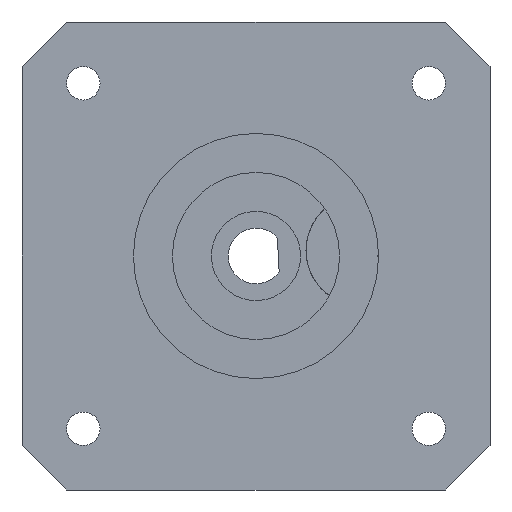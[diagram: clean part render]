
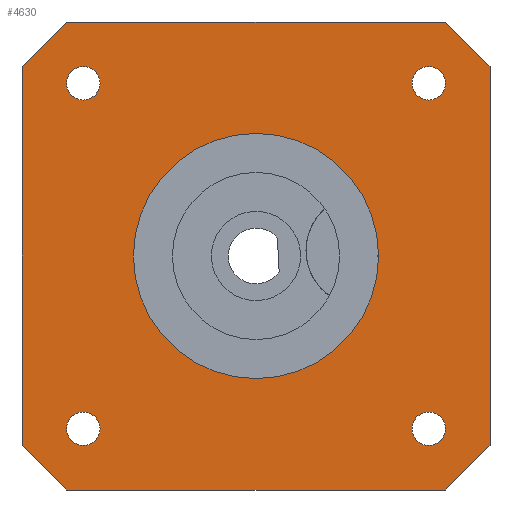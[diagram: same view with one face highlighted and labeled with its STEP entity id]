
A CAD part, front view. The second image highlights one B-rep face of the part: STEP entity #4630.
In plain terms, the highlighted planar face has unit normal (0, -1, 0).
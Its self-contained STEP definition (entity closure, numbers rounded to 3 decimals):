
#187=FACE_BOUND('',#645,.T.);
#188=FACE_BOUND('',#646,.T.);
#189=FACE_BOUND('',#647,.T.);
#190=FACE_BOUND('',#648,.T.);
#191=FACE_BOUND('',#649,.T.);
#288=PLANE('',#5248);
#368=FACE_OUTER_BOUND('',#644,.T.);
#644=EDGE_LOOP('',(#3236,#3237,#3238,#3239,#3240,#3241,#3242,#3243));
#645=EDGE_LOOP('',(#3244));
#646=EDGE_LOOP('',(#3245));
#647=EDGE_LOOP('',(#3246));
#648=EDGE_LOOP('',(#3247));
#649=EDGE_LOOP('',(#3248));
#980=LINE('',#7593,#1247);
#1012=LINE('',#7719,#1279);
#1015=LINE('',#7724,#1282);
#1016=LINE('',#7727,#1283);
#1018=LINE('',#7731,#1285);
#1020=LINE('',#7734,#1287);
#1022=LINE('',#7738,#1289);
#1024=LINE('',#7744,#1291);
#1247=VECTOR('',#5908,10.);
#1279=VECTOR('',#6042,10.);
#1282=VECTOR('',#6047,10.);
#1283=VECTOR('',#6050,10.);
#1285=VECTOR('',#6054,10.);
#1287=VECTOR('',#6058,10.);
#1289=VECTOR('',#6062,10.);
#1291=VECTOR('',#6070,10.);
#1538=CIRCLE('',#5231,1.5);
#1539=CIRCLE('',#5233,1.5);
#1540=CIRCLE('',#5235,1.5);
#1541=CIRCLE('',#5237,1.5);
#1542=CIRCLE('',#5246,11.);
#1932=VERTEX_POINT('',#7590);
#1933=VERTEX_POINT('',#7592);
#1971=VERTEX_POINT('',#7699);
#1972=VERTEX_POINT('',#7703);
#1973=VERTEX_POINT('',#7707);
#1974=VERTEX_POINT('',#7711);
#1975=VERTEX_POINT('',#7716);
#1976=VERTEX_POINT('',#7718);
#1977=VERTEX_POINT('',#7722);
#1978=VERTEX_POINT('',#7726);
#1979=VERTEX_POINT('',#7730);
#1980=VERTEX_POINT('',#7736);
#1981=VERTEX_POINT('',#7740);
#2400=EDGE_CURVE('',#1932,#1933,#980,.T.);
#2455=EDGE_CURVE('',#1971,#1971,#1538,.T.);
#2457=EDGE_CURVE('',#1972,#1972,#1539,.T.);
#2459=EDGE_CURVE('',#1973,#1973,#1540,.T.);
#2461=EDGE_CURVE('',#1974,#1974,#1541,.T.);
#2463=EDGE_CURVE('',#1975,#1976,#1012,.T.);
#2466=EDGE_CURVE('',#1977,#1975,#1015,.T.);
#2467=EDGE_CURVE('',#1933,#1978,#1016,.T.);
#2469=EDGE_CURVE('',#1978,#1979,#1018,.T.);
#2471=EDGE_CURVE('',#1979,#1977,#1020,.T.);
#2473=EDGE_CURVE('',#1980,#1932,#1022,.T.);
#2474=EDGE_CURVE('',#1981,#1981,#1542,.T.);
#2476=EDGE_CURVE('',#1976,#1980,#1024,.T.);
#3236=ORIENTED_EDGE('',*,*,#2463,.F.);
#3237=ORIENTED_EDGE('',*,*,#2466,.F.);
#3238=ORIENTED_EDGE('',*,*,#2471,.F.);
#3239=ORIENTED_EDGE('',*,*,#2469,.F.);
#3240=ORIENTED_EDGE('',*,*,#2467,.F.);
#3241=ORIENTED_EDGE('',*,*,#2400,.F.);
#3242=ORIENTED_EDGE('',*,*,#2473,.F.);
#3243=ORIENTED_EDGE('',*,*,#2476,.F.);
#3244=ORIENTED_EDGE('',*,*,#2455,.T.);
#3245=ORIENTED_EDGE('',*,*,#2457,.T.);
#3246=ORIENTED_EDGE('',*,*,#2459,.T.);
#3247=ORIENTED_EDGE('',*,*,#2461,.T.);
#3248=ORIENTED_EDGE('',*,*,#2474,.F.);
#4630=ADVANCED_FACE('',(#368,#187,#188,#189,#190,#191),#288,.F.);
#5231=AXIS2_PLACEMENT_3D('',#7701,#6020,#6021);
#5233=AXIS2_PLACEMENT_3D('',#7705,#6025,#6026);
#5235=AXIS2_PLACEMENT_3D('',#7709,#6030,#6031);
#5237=AXIS2_PLACEMENT_3D('',#7713,#6035,#6036);
#5246=AXIS2_PLACEMENT_3D('',#7741,#6065,#6066);
#5248=AXIS2_PLACEMENT_3D('',#7745,#6071,#6072);
#5908=DIRECTION('',(0.,0.,-1.));
#6020=DIRECTION('center_axis',(0.,1.,0.));
#6021=DIRECTION('ref_axis',(1.,0.,0.));
#6025=DIRECTION('center_axis',(0.,1.,0.));
#6026=DIRECTION('ref_axis',(1.,0.,0.));
#6030=DIRECTION('center_axis',(0.,1.,0.));
#6031=DIRECTION('ref_axis',(1.,0.,0.));
#6035=DIRECTION('center_axis',(0.,1.,0.));
#6036=DIRECTION('ref_axis',(1.,0.,0.));
#6042=DIRECTION('',(0.707,0.,0.707));
#6047=DIRECTION('',(0.,0.,1.));
#6050=DIRECTION('',(-0.707,0.,-0.707));
#6054=DIRECTION('',(-1.,0.,0.));
#6058=DIRECTION('',(-0.707,0.,0.707));
#6062=DIRECTION('',(0.707,0.,-0.707));
#6065=DIRECTION('center_axis',(0.,-1.,0.));
#6066=DIRECTION('ref_axis',(1.,0.,0.));
#6070=DIRECTION('',(1.,0.,0.));
#6071=DIRECTION('center_axis',(0.,1.,0.));
#6072=DIRECTION('ref_axis',(0.,0.,1.));
#7590=CARTESIAN_POINT('',(21.,0.,17.));
#7592=CARTESIAN_POINT('',(21.,0.,-17.));
#7593=CARTESIAN_POINT('',(21.,0.,21.));
#7699=CARTESIAN_POINT('',(-17.,0.,15.5));
#7701=CARTESIAN_POINT('Origin',(-15.5,0.,15.5));
#7703=CARTESIAN_POINT('',(-17.,0.,-15.5));
#7705=CARTESIAN_POINT('Origin',(-15.5,0.,-15.5));
#7707=CARTESIAN_POINT('',(14.,0.,15.5));
#7709=CARTESIAN_POINT('Origin',(15.5,0.,15.5));
#7711=CARTESIAN_POINT('',(14.,0.,-15.5));
#7713=CARTESIAN_POINT('Origin',(15.5,0.,-15.5));
#7716=CARTESIAN_POINT('',(-21.,0.,17.));
#7718=CARTESIAN_POINT('',(-17.,0.,21.));
#7719=CARTESIAN_POINT('',(-19.,0.,19.));
#7722=CARTESIAN_POINT('',(-21.,0.,-17.));
#7724=CARTESIAN_POINT('',(-21.,0.,-21.));
#7726=CARTESIAN_POINT('',(17.,0.,-21.));
#7727=CARTESIAN_POINT('',(19.,0.,-19.));
#7730=CARTESIAN_POINT('',(-17.,0.,-21.));
#7731=CARTESIAN_POINT('',(21.,0.,-21.));
#7734=CARTESIAN_POINT('',(-19.,0.,-19.));
#7736=CARTESIAN_POINT('',(17.,0.,21.));
#7738=CARTESIAN_POINT('',(19.,0.,19.));
#7740=CARTESIAN_POINT('',(-11.,0.,0.));
#7741=CARTESIAN_POINT('Origin',(0.,0.,0.));
#7744=CARTESIAN_POINT('',(-21.,0.,21.));
#7745=CARTESIAN_POINT('Origin',(0.,0.,0.));
